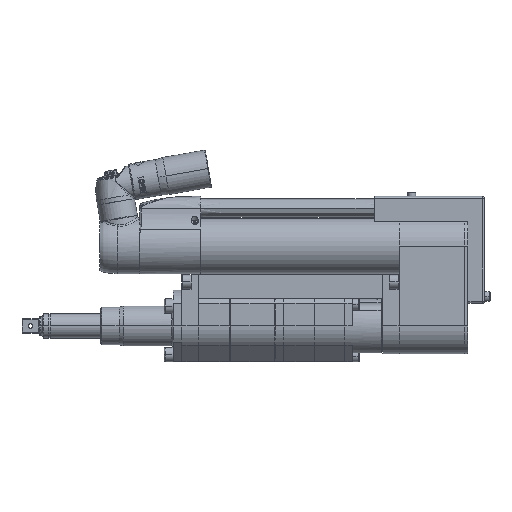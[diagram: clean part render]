
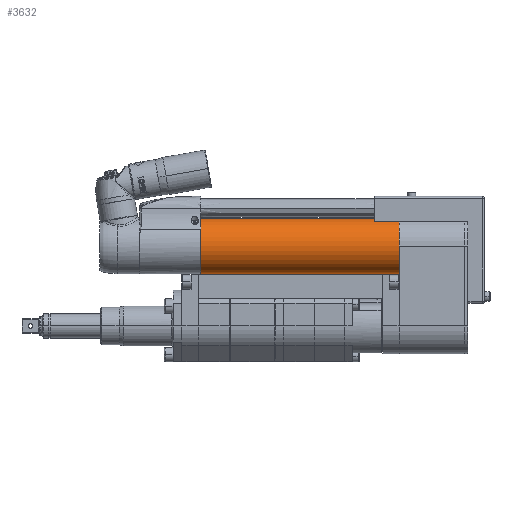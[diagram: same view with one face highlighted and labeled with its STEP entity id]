
A CAD part, top view. The second image highlights one B-rep face of the part: STEP entity #3632.
In plain terms, the highlighted cylindrical face has radius 25 mm (diameter 50 mm), a partial arc.
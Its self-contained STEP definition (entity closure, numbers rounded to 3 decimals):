
#125=DIRECTION('',(0.,0.,1.));
#126=VECTOR('',#125,173.5);
#127=CARTESIAN_POINT('',(0.,25.,41.));
#128=LINE('',#127,#126);
#140=DIRECTION('',(0.,0.,1.));
#141=VECTOR('',#140,180.);
#142=CARTESIAN_POINT('',(0.,-25.,41.));
#143=LINE('',#142,#141);
#147=DIRECTION('',(0.,0.,1.));
#148=VECTOR('',#147,1.5);
#149=CARTESIAN_POINT('',(0.,25.,219.5));
#150=LINE('',#149,#148);
#154=CARTESIAN_POINT('',(0.,25.,214.5));
#155=CARTESIAN_POINT('',(-0.241,25.,214.5));
#156=CARTESIAN_POINT('',(-0.704,24.993,214.567));
#157=CARTESIAN_POINT('',(-1.365,24.965,214.864));
#158=CARTESIAN_POINT('',(-1.913,24.928,215.339));
#159=CARTESIAN_POINT('',(-2.302,24.894,215.939));
#160=CARTESIAN_POINT('',(-2.509,24.874,216.642));
#161=CARTESIAN_POINT('',(-2.509,24.874,217.355));
#162=CARTESIAN_POINT('',(-2.303,24.894,218.058));
#163=CARTESIAN_POINT('',(-1.915,24.928,218.659));
#164=CARTESIAN_POINT('',(-1.367,24.965,219.135));
#165=CARTESIAN_POINT('',(-0.705,24.993,219.433));
#166=CARTESIAN_POINT('',(-0.241,25.,219.5));
#167=CARTESIAN_POINT('',(0.,25.,219.5));
#172=CARTESIAN_POINT('',(0.,0.,41.));
#173=DIRECTION('',(0.,0.,1.));
#174=DIRECTION('',(0.,1.,0.));
#175=AXIS2_PLACEMENT_3D('',#172,#173,#174);
#202=CARTESIAN_POINT('',(0.,0.,221.));
#203=DIRECTION('',(0.,0.,1.));
#204=DIRECTION('',(0.,1.,0.));
#205=AXIS2_PLACEMENT_3D('',#202,#203,#204);
#3072=CARTESIAN_POINT('',(0.,-25.,41.));
#3073=CARTESIAN_POINT('',(0.,-25.,221.));
#3074=VERTEX_POINT('',#3072);
#3075=VERTEX_POINT('',#3073);
#3084=CARTESIAN_POINT('',(0.,25.,41.));
#3085=VERTEX_POINT('',#3084);
#3086=CARTESIAN_POINT('',(0.,25.,221.));
#3087=VERTEX_POINT('',#3086);
#3358=VERTEX_POINT('',#154);
#3359=VERTEX_POINT('',#167);
#3616=CARTESIAN_POINT('',(0.,0.,10.95));
#3617=DIRECTION('',(0.,0.,1.));
#3618=DIRECTION('',(0.,1.,0.));
#3619=AXIS2_PLACEMENT_3D('',#3616,#3617,#3618);
#3620=CYLINDRICAL_SURFACE('',#3619,25.);
#3622=ORIENTED_EDGE('',*,*,#3621,.T.);
#3623=ORIENTED_EDGE('',*,*,#3611,.T.);
#3625=ORIENTED_EDGE('',*,*,#3624,.T.);
#3626=ORIENTED_EDGE('',*,*,#3607,.F.);
#3628=ORIENTED_EDGE('',*,*,#3627,.F.);
#3629=ORIENTED_EDGE('',*,*,#3603,.T.);
#3630=EDGE_LOOP('',(#3622,#3623,#3625,#3626,#3628,#3629));
#3631=FACE_OUTER_BOUND('',#3630,.F.);
#3632=ADVANCED_FACE('',(#3631),#3620,.T.);
#168=B_SPLINE_CURVE_WITH_KNOTS('',3,(#154,#155,#156,#157,#158,#159,#160,#161,
#162,#163,#164,#165,#166,#167),.UNSPECIFIED.,.F.,.F.,(4,1,1,1,1,1,1,1,1,1,1,4),(
0.,0.091,0.182,0.273,0.364,
0.455,0.545,0.636,0.727,
0.818,0.909,1.),.UNSPECIFIED.);
#176=CIRCLE('',#175,25.);
#206=CIRCLE('',#205,25.);
#3603=EDGE_CURVE('',#3085,#3358,#128,.T.);
#3607=EDGE_CURVE('',#3074,#3075,#143,.T.);
#3611=EDGE_CURVE('',#3359,#3087,#150,.T.);
#3621=EDGE_CURVE('',#3358,#3359,#168,.T.);
#3624=EDGE_CURVE('',#3087,#3075,#206,.T.);
#3627=EDGE_CURVE('',#3085,#3074,#176,.T.);
